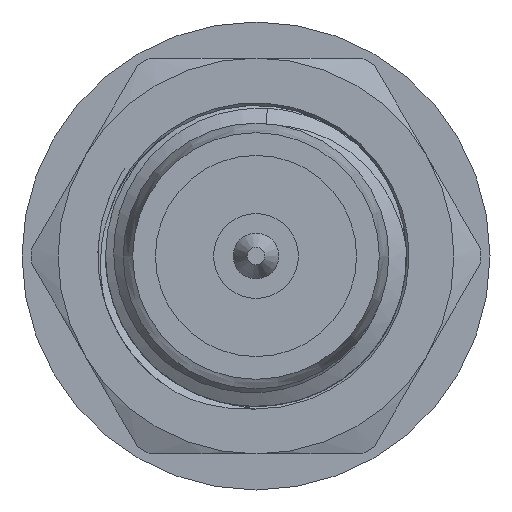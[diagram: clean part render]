
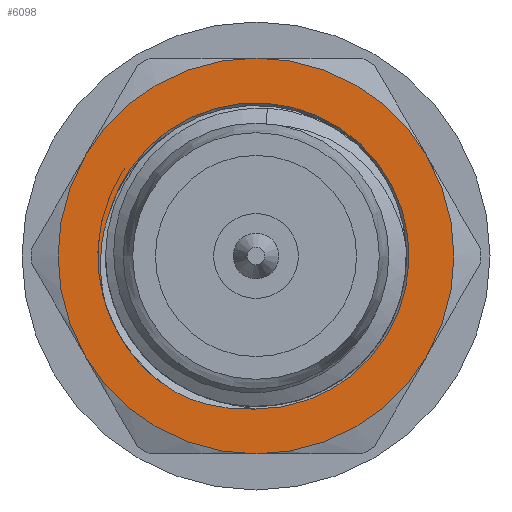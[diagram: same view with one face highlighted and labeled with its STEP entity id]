
A CAD part, left-side view. The second image highlights one B-rep face of the part: STEP entity #6098.
In plain terms, the highlighted planar face has unit normal (-1, 0, 0).
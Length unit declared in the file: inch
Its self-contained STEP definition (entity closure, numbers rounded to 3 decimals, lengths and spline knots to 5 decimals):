
#196 = DIRECTION ( 'NONE',  ( 0., 0.5, -0.866 ) ) ;
#197 = EDGE_CURVE ( 'NONE', #1447, #5525, #6094, .T. ) ;
#246 = CARTESIAN_POINT ( 'NONE',  ( 0.32094, 0., 0. ) ) ;
#291 = CARTESIAN_POINT ( 'NONE',  ( 0.32094, 0., 0. ) ) ;
#299 = AXIS2_PLACEMENT_3D ( 'NONE', #951, #4832, #7080 ) ;
#368 = FACE_BOUND ( 'NONE', #6156, .T. ) ;
#673 = CARTESIAN_POINT ( 'NONE',  ( 0.32094, 0., 0. ) ) ;
#734 = EDGE_CURVE ( 'NONE', #6528, #4028, #4036, .T. ) ;
#866 = DIRECTION ( 'NONE',  ( 1., 0., 0. ) ) ;
#940 = ORIENTED_EDGE ( 'NONE', *, *, #4308, .T. ) ;
#946 = CARTESIAN_POINT ( 'NONE',  ( 0.32094, 0.04279, -0.11663 ) ) ;
#951 = CARTESIAN_POINT ( 'NONE',  ( 0.32094, 0., 0. ) ) ;
#1095 = CARTESIAN_POINT ( 'NONE',  ( 0.32094, 0.00039, -0.12102 ) ) ;
#1102 = CARTESIAN_POINT ( 'NONE',  ( 0.32094, 0., 0.1565 ) ) ;
#1184 = CARTESIAN_POINT ( 'NONE',  ( 0.32094, 0.12276, -0.02252 ) ) ;
#1332 = EDGE_CURVE ( 'NONE', #2066, #1447, #3115, .T. ) ;
#1382 = DIRECTION ( 'NONE',  ( 0., -0.5, 0.866 ) ) ;
#1422 = VERTEX_POINT ( 'NONE', #1095 ) ;
#1447 = VERTEX_POINT ( 'NONE', #5011 ) ;
#1511 = AXIS2_PLACEMENT_3D ( 'NONE', #4648, #866, #1382 ) ;
#1519 = CARTESIAN_POINT ( 'NONE',  ( 0.32094, 0., -0.1565 ) ) ;
#1758 = CARTESIAN_POINT ( 'NONE',  ( 0.32094, 0.1236, -0.01154 ) ) ;
#1772 = ORIENTED_EDGE ( 'NONE', *, *, #197, .T. ) ;
#1852 = CARTESIAN_POINT ( 'NONE',  ( 0.32094, 0.0625, -0.10825 ) ) ;
#2066 = VERTEX_POINT ( 'NONE', #1852 ) ;
#2076 = PLANE ( 'NONE',  #299 ) ;
#2215 = ORIENTED_EDGE ( 'NONE', *, *, #2422, .T. ) ;
#2257 = VERTEX_POINT ( 'NONE', #4203 ) ;
#2260 = EDGE_CURVE ( 'NONE', #3959, #6440, #2833, .T. ) ;
#2265 = EDGE_CURVE ( 'NONE', #3092, #3959, #2481, .T. ) ;
#2363 = CIRCLE ( 'NONE', #6461, 0.12102 ) ;
#2369 = DIRECTION ( 'NONE',  ( 0., -0.5, 0.866 ) ) ;
#2406 = AXIS2_PLACEMENT_3D ( 'NONE', #673, #5139, #3816 ) ;
#2422 = EDGE_CURVE ( 'NONE', #5525, #1422, #2363, .T. ) ;
#2443 = DIRECTION ( 'NONE',  ( -1., 0., 0. ) ) ;
#2477 = DIRECTION ( 'NONE',  ( 0., -0.5, 0.866 ) ) ;
#2481 = CIRCLE ( 'NONE', #6575, 0.1565 ) ;
#2666 = CARTESIAN_POINT ( 'NONE',  ( 0.32094, 0.01103, -0.12169 ) ) ;
#2736 = ORIENTED_EDGE ( 'NONE', *, *, #6475, .T. ) ;
#2759 = AXIS2_PLACEMENT_3D ( 'NONE', #291, #3108, #4931 ) ;
#2833 = CIRCLE ( 'NONE', #6935, 0.1565 ) ;
#2860 = CARTESIAN_POINT ( 'NONE',  ( 0.32094, 0.12044, -0.03345 ) ) ;
#2932 = DIRECTION ( 'NONE',  ( 1., 0., 0. ) ) ;
#3092 = VERTEX_POINT ( 'NONE', #3818 ) ;
#3097 = CARTESIAN_POINT ( 'NONE',  ( 0.32094, 0., 0. ) ) ;
#3108 = DIRECTION ( 'NONE',  ( 1., 0., 0. ) ) ;
#3115 = CIRCLE ( 'NONE', #2759, 0.125 ) ;
#3175 = ORIENTED_EDGE ( 'NONE', *, *, #734, .T. ) ;
#3316 = AXIS2_PLACEMENT_3D ( 'NONE', #3097, #5334, #2369 ) ;
#3329 = EDGE_LOOP ( 'NONE', ( #4392, #3175, #2736, #5783, #4867, #5781 ) ) ;
#3816 = DIRECTION ( 'NONE',  ( 0., -0.5, 0.866 ) ) ;
#3818 = CARTESIAN_POINT ( 'NONE',  ( 0.32094, 0.13553, -0.07825 ) ) ;
#3819 = EDGE_CURVE ( 'NONE', #2257, #6528, #6125, .T. ) ;
#3851 = CARTESIAN_POINT ( 'NONE',  ( 0.32094, 0.00039, -0.12102 ) ) ;
#3860 = B_SPLINE_CURVE_WITH_KNOTS ( 'NONE', 3,
 ( #3851, #2666, #4900, #946, #6630, #6116 ),
 .UNSPECIFIED., .F., .F.,
 ( 4, 2, 4 ),
 ( 0.00134, 0.00215, 0.00296 ),
 .UNSPECIFIED. ) ;
#3959 = VERTEX_POINT ( 'NONE', #1519 ) ;
#4028 = VERTEX_POINT ( 'NONE', #6756 ) ;
#4036 = CIRCLE ( 'NONE', #5316, 0.1565 ) ;
#4039 = CARTESIAN_POINT ( 'NONE',  ( 0.32094, 0.11671, 0.032 ) ) ;
#4059 = CARTESIAN_POINT ( 'NONE',  ( 0.32094, 0., 0. ) ) ;
#4133 = DIRECTION ( 'NONE',  ( -1., 0., 0. ) ) ;
#4203 = CARTESIAN_POINT ( 'NONE',  ( 0.32094, -0.13553, 0.07825 ) ) ;
#4238 = DIRECTION ( 'NONE',  ( -1., 0., 0. ) ) ;
#4308 = EDGE_CURVE ( 'NONE', #1422, #2066, #3860, .T. ) ;
#4392 = ORIENTED_EDGE ( 'NONE', *, *, #3819, .T. ) ;
#4569 = CIRCLE ( 'NONE', #1511, 0.1565 ) ;
#4648 = CARTESIAN_POINT ( 'NONE',  ( 0.32094, 0., 0. ) ) ;
#4721 = DIRECTION ( 'NONE',  ( 0., -0.5, 0.866 ) ) ;
#4832 = DIRECTION ( 'NONE',  ( 1., 0., 0. ) ) ;
#4867 = ORIENTED_EDGE ( 'NONE', *, *, #2260, .T. ) ;
#4900 = CARTESIAN_POINT ( 'NONE',  ( 0.32094, 0.02174, -0.12095 ) ) ;
#4931 = DIRECTION ( 'NONE',  ( 0., -0.5, 0.866 ) ) ;
#5011 = CARTESIAN_POINT ( 'NONE',  ( 0.32094, 0.12044, -0.03345 ) ) ;
#5060 = CARTESIAN_POINT ( 'NONE',  ( 0.32094, 0.1185, 0.0268 ) ) ;
#5131 = CARTESIAN_POINT ( 'NONE',  ( 0.32094, 0.12273, 0.00503 ) ) ;
#5139 = DIRECTION ( 'NONE',  ( -1., 0., 0. ) ) ;
#5316 = AXIS2_PLACEMENT_3D ( 'NONE', #4059, #4133, #6291 ) ;
#5334 = DIRECTION ( 'NONE',  ( -1., 0., 0. ) ) ;
#5361 = ORIENTED_EDGE ( 'NONE', *, *, #1332, .T. ) ;
#5384 = FACE_OUTER_BOUND ( 'NONE', #3329, .T. ) ;
#5525 = VERTEX_POINT ( 'NONE', #6215 ) ;
#5781 = ORIENTED_EDGE ( 'NONE', *, *, #7050, .F. ) ;
#5783 = ORIENTED_EDGE ( 'NONE', *, *, #2265, .T. ) ;
#6094 = B_SPLINE_CURVE_WITH_KNOTS ( 'NONE', 3,
 ( #2860, #1184, #1758, #5131, #6894, #6820, #5060, #4039 ),
 .UNSPECIFIED., .F., .F.,
 ( 4, 2, 2, 4 ),
 ( 0., 0.00084, 0.00126, 0.00168 ),
 .UNSPECIFIED. ) ;
#6098 = ADVANCED_FACE ( 'NONE', ( #5384, #368 ), #2076, .F. ) ;
#6116 = CARTESIAN_POINT ( 'NONE',  ( 0.32094, 0.0625, -0.10825 ) ) ;
#6125 = CIRCLE ( 'NONE', #3316, 0.1565 ) ;
#6156 = EDGE_LOOP ( 'NONE', ( #5361, #1772, #2215, #940 ) ) ;
#6215 = CARTESIAN_POINT ( 'NONE',  ( 0.32094, 0.11671, 0.032 ) ) ;
#6291 = DIRECTION ( 'NONE',  ( 0., -0.5, 0.866 ) ) ;
#6439 = CARTESIAN_POINT ( 'NONE',  ( 0.32094, 0., 0. ) ) ;
#6440 = VERTEX_POINT ( 'NONE', #6941 ) ;
#6461 = AXIS2_PLACEMENT_3D ( 'NONE', #6939, #2932, #196 ) ;
#6475 = EDGE_CURVE ( 'NONE', #4028, #3092, #6505, .T. ) ;
#6505 = CIRCLE ( 'NONE', #2406, 0.1565 ) ;
#6528 = VERTEX_POINT ( 'NONE', #1102 ) ;
#6575 = AXIS2_PLACEMENT_3D ( 'NONE', #246, #4238, #4721 ) ;
#6630 = CARTESIAN_POINT ( 'NONE',  ( 0.32094, 0.05287, -0.11312 ) ) ;
#6756 = CARTESIAN_POINT ( 'NONE',  ( 0.32094, 0.13553, 0.07825 ) ) ;
#6820 = CARTESIAN_POINT ( 'NONE',  ( 0.32094, 0.11993, 0.02148 ) ) ;
#6894 = CARTESIAN_POINT ( 'NONE',  ( 0.32094, 0.12205, 0.01061 ) ) ;
#6935 = AXIS2_PLACEMENT_3D ( 'NONE', #6439, #2443, #2477 ) ;
#6939 = CARTESIAN_POINT ( 'NONE',  ( 0.32094, 0., 0. ) ) ;
#6941 = CARTESIAN_POINT ( 'NONE',  ( 0.32094, -0.13553, -0.07825 ) ) ;
#7050 = EDGE_CURVE ( 'NONE', #2257, #6440, #4569, .T. ) ;
#7080 = DIRECTION ( 'NONE',  ( 0., -0.5, 0.866 ) ) ;
